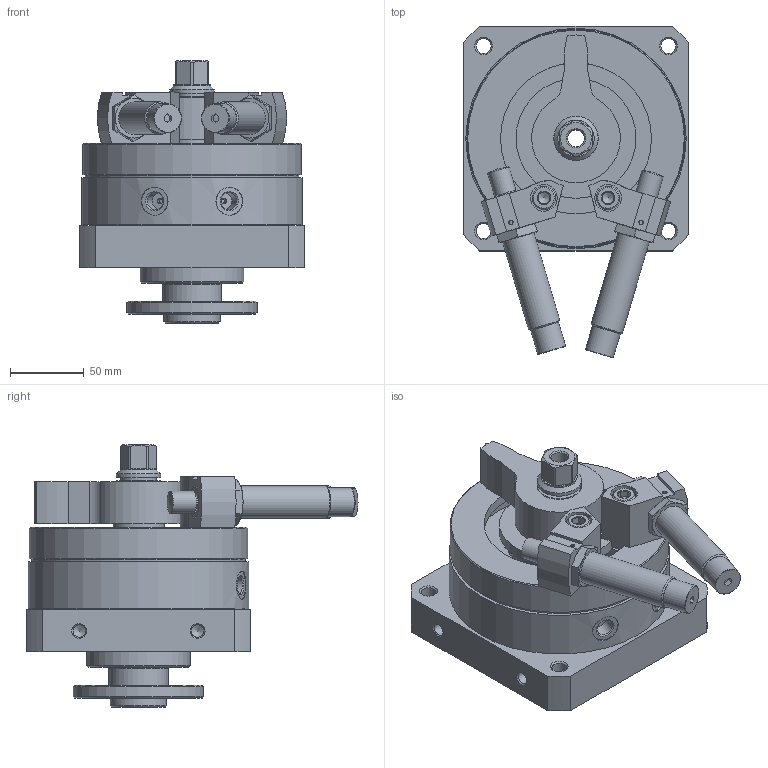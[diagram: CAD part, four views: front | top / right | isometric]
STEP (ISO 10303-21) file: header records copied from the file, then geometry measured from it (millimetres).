
FILE_DESCRIPTION(/* description */ ('STEP AP214'),/* implementation_level */ '2;1');
FILE_NAME(/* name */ '552082_DSM-63-270-CC-FW-A-B',/* time_stamp */ '2024-08-21T18:51:48+02:00',/* author */ ('License CC BY-ND 4.0'),/* organization */ ('CADENAS'),/* preprocessor_version */ 'ST-DEVELOPER v19.3',/* originating_system */ 'PARTsolutions',/* authorisation */ ' ');
FILE_SCHEMA (('AUTOMOTIVE_DESIGN {1 0 10303 214 3 1 1}'));
Length unit declared in the file: millimetre
Products named in the file (9): 552082 DSM-63-270-CC-FW-A-B--(0); 552082 DSM-63-270-CC-FW-A-B_G---(B); 737476 DSM-63-BR---(HZ); 553593 DYSC-16-18-Y1F---(SD_0); 714510 DSM-63_NS; DIN-912 - M10x40(F); 337143 VAL-1/8-10 M22X1.5-6-27; 737477 DSM-63-BL---(HZ); 552082 DSM-63-270-CC-FW-A-B_K---(B)
Assembly tree (12 placements, depth 2):
  552082 DSM-63-270-CC-FW-A-B--(0)
    552082 DSM-63-270-CC-FW-A-B_G---(B)
    737476 DSM-63-BR---(HZ)
    553593 DYSC-16-18-Y1F---(SD_0)  x2
    714510 DSM-63_NS  x2
    DIN-912 - M10x40(F)  x2
    337143 VAL-1/8-10 M22X1.5-6-27  x2
    737477 DSM-63-BL---(HZ)
    552082 DSM-63-270-CC-FW-A-B_K---(B)
Bounding box: 152 x 224.42 x 177.4 mm (x, y, z)
Volume: 1681192.8 mm3; surface area: 263298.6 mm2
Topology: 12 solids, 12 shells, 385 faces, 868 edges, 539 vertices
Faces by surface type: plane 164, cylinder 117, cone 100, torus 2, sphere 2
Full cylindrical faces by diameter (mm): 2.459 x2, 3.6 x2, 6.647 x4, 8 x2, 8.376 x8, 10 x2, 10.106 x4, 11 x2, 11.445 x3, 12 x4, 15 x4, 16 x2, 18 x2, 19 x2, 19.6 x2, 20.376 x4, 22 x2, 24 x1, 24.6 x1, 30 x2, 30.1 x1, 35 x2, 38 x1, 40 x1, 69 x1, 70 x1, 81 x1, 88 x1, 102 x1, 116 x1
Entity records: 8314 total; most frequent: CARTESIAN_POINT 1469, DIRECTION 1463, ORIENTED_EDGE 1098, AXIS2_PLACEMENT_3D 622, EDGE_CURVE 549, FACE_BOUND 525, EDGE_LOOP 518, VERTEX_POINT 428
